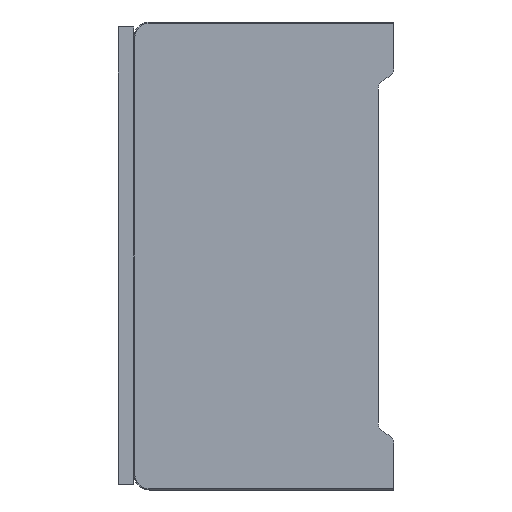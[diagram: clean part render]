
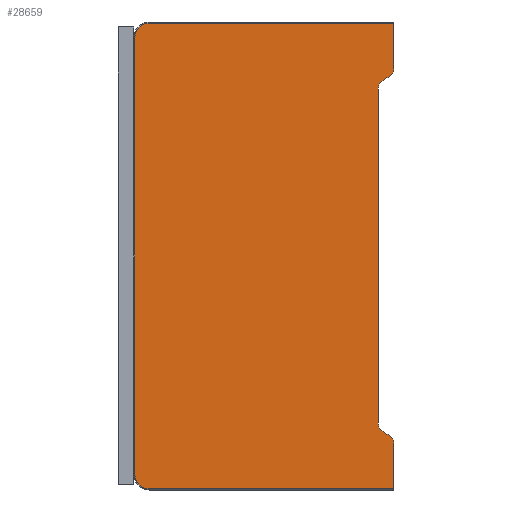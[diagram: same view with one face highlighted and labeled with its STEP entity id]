
A CAD part, left-side view. The second image highlights one B-rep face of the part: STEP entity #28659.
In plain terms, the highlighted planar face has unit normal (-1, 0, 0).
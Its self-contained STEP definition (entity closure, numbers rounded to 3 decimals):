
#3051=DIRECTION('',(0.,0.,1.));
#3052=VECTOR('',#3051,8.8);
#3053=CARTESIAN_POINT('',(0.,0.,-89.8));
#3054=LINE('',#3053,#3052);
#3087=DIRECTION('',(0.,0.,1.));
#3088=VECTOR('',#3087,64.226);
#3089=CARTESIAN_POINT('',(0.,3.,-77.113));
#3090=LINE('',#3089,#3088);
#4103=DIRECTION('',(0.,0.,-1.));
#4104=VECTOR('',#4103,84.);
#4105=CARTESIAN_POINT('',(0.,49.8,
-3.));
#4106=LINE('',#4105,#4104);
#4122=DIRECTION('',(0.,1.,0.));
#4123=VECTOR('',#4122,47.);
#4124=CARTESIAN_POINT('',(0.,0.,-0.2));
#4125=LINE('',#4124,#4123);
#4130=DIRECTION('',(0.,-0.866,-0.5));
#4131=VECTOR('',#4130,1.309);
#4132=CARTESIAN_POINT('',(0.,2.,-78.845));
#4133=LINE('',#4132,#4131);
#4134=CARTESIAN_POINT('',(0.,1.732,-81.));
#4135=DIRECTION('',(1.,0.,0.));
#4136=DIRECTION('',(0.,-0.5,0.866));
#4137=AXIS2_PLACEMENT_3D('',#4134,#4135,#4136);
#4139=CARTESIAN_POINT('',(0.,47.,-87.));
#4140=DIRECTION('',(1.,0.,0.));
#4141=DIRECTION('',(0.,0.,-1.));
#4142=AXIS2_PLACEMENT_3D('',#4139,#4140,#4141);
#4144=CARTESIAN_POINT('',(0.,47.,-3.));
#4145=DIRECTION('',(1.,0.,0.));
#4146=DIRECTION('',(0.,1.,0.));
#4147=AXIS2_PLACEMENT_3D('',#4144,#4145,#4146);
#4149=DIRECTION('',(0.,0.,-1.));
#4150=VECTOR('',#4149,8.8);
#4151=CARTESIAN_POINT('',(0.,0.,-0.2));
#4152=LINE('',#4151,#4150);
#4153=CARTESIAN_POINT('',(0.,1.732,-9.));
#4154=DIRECTION('',(1.,0.,0.));
#4155=DIRECTION('',(0.,-1.,0.));
#4156=AXIS2_PLACEMENT_3D('',#4153,#4154,#4155);
#4158=DIRECTION('',(0.,0.866,-0.5));
#4159=VECTOR('',#4158,1.309);
#4160=CARTESIAN_POINT('',(0.,0.866,-10.5));
#4161=LINE('',#4160,#4159);
#4162=CARTESIAN_POINT('',(0.,1.,-12.887));
#4163=DIRECTION('',(-1.,0.,0.));
#4164=DIRECTION('',(0.,0.5,0.866));
#4165=AXIS2_PLACEMENT_3D('',#4162,#4163,#4164);
#4167=CARTESIAN_POINT('',(0.,1.,-77.113));
#4168=DIRECTION('',(-1.,0.,0.));
#4169=DIRECTION('',(0.,1.,0.));
#4170=AXIS2_PLACEMENT_3D('',#4167,#4168,#4169);
#4176=DIRECTION('',(0.,-1.,0.));
#4177=VECTOR('',#4176,47.);
#4178=CARTESIAN_POINT('',(0.,47.,
-89.8));
#4179=LINE('',#4178,#4177);
#19763=CARTESIAN_POINT('',(0.,49.8,-87.));
#19764=VERTEX_POINT('',#19763);
#19765=CARTESIAN_POINT('',(0.,47.,
-89.8));
#19766=VERTEX_POINT('',#19765);
#19767=CARTESIAN_POINT('',(0.,49.8,-3.));
#19768=VERTEX_POINT('',#19767);
#19769=CARTESIAN_POINT('',(0.,47.,-0.2));
#19770=VERTEX_POINT('',#19769);
#19771=CARTESIAN_POINT('',(0.,0.,-0.2));
#19773=VERTEX_POINT('',#19771);
#19783=CARTESIAN_POINT('',(0.,0.,-9.));
#19784=VERTEX_POINT('',#19783);
#21753=CARTESIAN_POINT('',(0.,0.,-81.));
#21755=VERTEX_POINT('',#21753);
#21760=CARTESIAN_POINT('',(0.,0.,-89.8));
#21761=VERTEX_POINT('',#21760);
#21762=CARTESIAN_POINT('',(0.,0.866,-79.5));
#21764=VERTEX_POINT('',#21762);
#21769=CARTESIAN_POINT('',(0.,2.,-78.845));
#21771=VERTEX_POINT('',#21769);
#21774=CARTESIAN_POINT('',(0.,3.,-77.113));
#21776=VERTEX_POINT('',#21774);
#21781=CARTESIAN_POINT('',(0.,3.,-12.887));
#21783=VERTEX_POINT('',#21781);
#21802=CARTESIAN_POINT('',(0.,2.,-11.155));
#21804=VERTEX_POINT('',#21802);
#21809=CARTESIAN_POINT('',(0.,0.866,-10.5));
#21811=VERTEX_POINT('',#21809);
#28637=CARTESIAN_POINT('',(0.,24.9,-45.));
#28638=DIRECTION('',(1.,0.,0.));
#28639=DIRECTION('',(0.,0.,1.));
#28640=AXIS2_PLACEMENT_3D('',#28637,#28638,#28639);
#28641=PLANE('',#28640);
#28642=ORIENTED_EDGE('',*,*,#27509,.T.);
#28643=ORIENTED_EDGE('',*,*,#27491,.T.);
#28644=ORIENTED_EDGE('',*,*,#27473,.F.);
#28646=ORIENTED_EDGE('',*,*,#28645,.F.);
#28647=ORIENTED_EDGE('',*,*,#28589,.T.);
#28648=ORIENTED_EDGE('',*,*,#28604,.F.);
#28649=ORIENTED_EDGE('',*,*,#28618,.T.);
#28650=ORIENTED_EDGE('',*,*,#28630,.F.);
#28651=ORIENTED_EDGE('',*,*,#27641,.T.);
#28652=ORIENTED_EDGE('',*,*,#27623,.T.);
#28653=ORIENTED_EDGE('',*,*,#27605,.T.);
#28654=ORIENTED_EDGE('',*,*,#27587,.T.);
#28655=ORIENTED_EDGE('',*,*,#27545,.F.);
#28656=ORIENTED_EDGE('',*,*,#27527,.T.);
#28657=EDGE_LOOP('',(#28642,#28643,#28644,#28646,#28647,#28648,#28649,#28650,
#28651,#28652,#28653,#28654,#28655,#28656));
#28658=FACE_OUTER_BOUND('',#28657,.F.);
#4138=CIRCLE('',#4137,1.732);
#4143=CIRCLE('',#4142,2.8);
#4148=CIRCLE('',#4147,2.8);
#4157=CIRCLE('',#4156,1.732);
#4166=CIRCLE('',#4165,2.);
#4171=CIRCLE('',#4170,2.);
#27473=EDGE_CURVE('',#21761,#21755,#3054,.T.);
#27491=EDGE_CURVE('',#21764,#21755,#4138,.T.);
#27509=EDGE_CURVE('',#21771,#21764,#4133,.T.);
#27527=EDGE_CURVE('',#21776,#21771,#4171,.T.);
#27545=EDGE_CURVE('',#21776,#21783,#3090,.T.);
#27587=EDGE_CURVE('',#21804,#21783,#4166,.T.);
#27605=EDGE_CURVE('',#21811,#21804,#4161,.T.);
#27623=EDGE_CURVE('',#19784,#21811,#4157,.T.);
#27641=EDGE_CURVE('',#19773,#19784,#4152,.T.);
#28589=EDGE_CURVE('',#19766,#19764,#4143,.T.);
#28604=EDGE_CURVE('',#19768,#19764,#4106,.T.);
#28618=EDGE_CURVE('',#19768,#19770,#4148,.T.);
#28630=EDGE_CURVE('',#19773,#19770,#4125,.T.);
#28645=EDGE_CURVE('',#19766,#21761,#4179,.T.);
#28659=ADVANCED_FACE('',(#28658),#28641,.F.);
